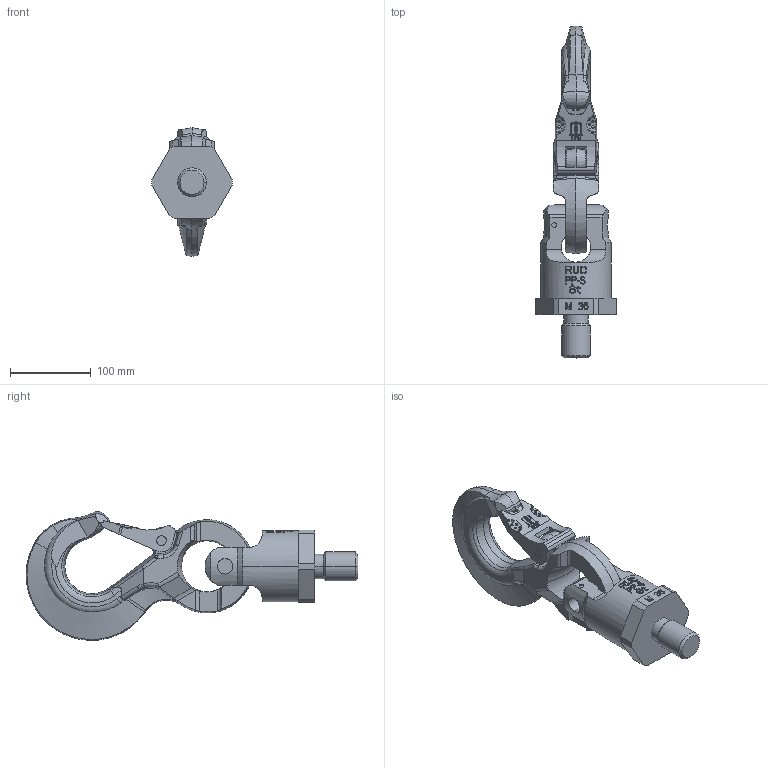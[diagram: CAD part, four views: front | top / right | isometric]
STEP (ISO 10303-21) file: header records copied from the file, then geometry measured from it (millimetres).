
FILE_DESCRIPTION((''),'2;1');
FILE_NAME('001-M31445-P21_ASM','2004-10-07T',('Leichs'),(''),'PRO/ENGINEER BY PARAMETRIC TECHNOLOGY CORPORATION, 2001400','PRO/ENGINEER BY PARAMETRIC TECHNOLOGY CORPORATION, 2001400','');
FILE_SCHEMA(('CONFIG_CONTROL_DESIGN'));
Length unit declared in the file: millimetre
Products named in the file (6): 001-M31445-005; 001-M31445-003; 001-M31476-001; 001-M31477-001; 001-M31476-002_ASM; 001-M31445-P21_ASM
Assembly tree (5 placements, depth 3):
  001-M31445-P21_ASM
    001-M31445-005
    001-M31445-003
    001-M31476-002_ASM
      001-M31476-001
      001-M31477-001
Bounding box: 99.97 x 412.29 x 159.73 mm (x, y, z)
Volume: 1319631.7 mm3; surface area: 163573.3 mm2
Topology: 4 solids, 4 shells, 883 faces, 2469 edges, 1608 vertices
Faces by surface type: plane 643, cylinder 122, cone 40, bspline 30, sphere 30, torus 18
Entity records: 30278 total; most frequent: CARTESIAN_POINT 8544, ORIENTED_EDGE 4882, DIRECTION 3923, EDGE_CURVE 2441, VERTEX_POINT 1608, VECTOR 1459, LINE 1459, AXIS2_PLACEMENT_3D 1232
